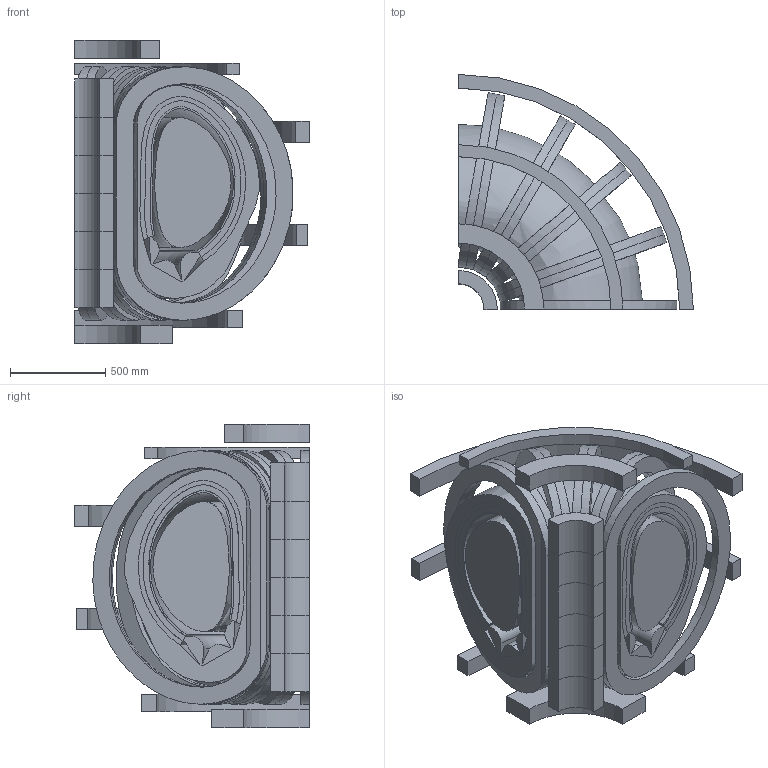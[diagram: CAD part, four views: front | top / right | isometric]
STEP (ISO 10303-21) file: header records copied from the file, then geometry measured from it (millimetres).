
FILE_DESCRIPTION(/* description */ (''),/* implementation_level */ '2;1');
FILE_NAME(/* name */ 'iter05.step',/* time_stamp */ '2024-07-21T21:00:19-06:00',/* author */ (''),/* organization */ (''),/* preprocessor_version */ 'ST-DEVELOPER v20',/* originating_system */ 'Autodesk Translation Framework v13.14.0.145',/* authorisation */ '');
FILE_SCHEMA (('AUTOMOTIVE_DESIGN { 1 0 10303 214 3 1 1 }'));
Length unit declared in the file: millimetre
Products named in the file (35): (Unsaved); c58e5c46-33c6-11ef-bf34-b883035edce9; c58e5c46-33c6-11ef-bf34-b883035edce9_part; c58fe656-33c6-11ef-bf34-b883035edce9; c58fe656-33c6-11ef-bf34-b883035edce9_part; c59129b2-33c6-11ef-bf34-b883035edce9; c59129b2-33c6-11ef-bf34-b883035edce9_part; c5926890-33c6-11ef-bf34-b883035edce9; c5926890-33c6-11ef-bf34-b883035edce9_part; c593a66a-33c6-11ef-bf34-b883035edce9; c593a66a-33c6-11ef-bf34-b883035edce9_part; c594e692-33c6-11ef-bf34-b883035edce9; c594e692-33c6-11ef-bf34-b883035edce9_part; c596237c-33c6-11ef-bf34-b883035edce9; c596237c-33c6-11ef-bf34-b883035edce9_part; c5975152-33c6-11ef-bf34-b883035edce9; c5975152-33c6-11ef-bf34-b883035edce9_part; c5987b7c-33c6-11ef-bf34-b883035edce9; c5987b7c-33c6-11ef-bf34-b883035edce9_part; c599a916-33c6-11ef-bf34-b883035edce9; c599a916-33c6-11ef-bf34-b883035edce9_part; c59ad50c-33c6-11ef-bf34-b883035edce9; c59ad50c-33c6-11ef-bf34-b883035edce9_part; c59c0080-33c6-11ef-bf34-b883035edce9; c59c0080-33c6-11ef-bf34-b883035edce9_part; c59d278a-33c6-11ef-bf34-b883035edce9; c59d278a-33c6-11ef-bf34-b883035edce9_part; c5d847e8-33c6-11ef-bf34-b883035edce9; c5d847e8-33c6-11ef-bf34-b883035edce9_part; cc6444b8-33c6-11ef-bf34-b883035edce9; cc6444b8-33c6-11ef-bf34-b883035edce9_part; Component38; Component43; Component55; Component42
Assembly tree (34 placements, depth 3):
  (Unsaved)
    c58e5c46-33c6-11ef-bf34-b883035edce9
      c58e5c46-33c6-11ef-bf34-b883035edce9_part
    c58fe656-33c6-11ef-bf34-b883035edce9
      c58fe656-33c6-11ef-bf34-b883035edce9_part
    c59129b2-33c6-11ef-bf34-b883035edce9
      c59129b2-33c6-11ef-bf34-b883035edce9_part
    c5926890-33c6-11ef-bf34-b883035edce9
      c5926890-33c6-11ef-bf34-b883035edce9_part
    c593a66a-33c6-11ef-bf34-b883035edce9
      c593a66a-33c6-11ef-bf34-b883035edce9_part
    c594e692-33c6-11ef-bf34-b883035edce9
      c594e692-33c6-11ef-bf34-b883035edce9_part
    c596237c-33c6-11ef-bf34-b883035edce9
      c596237c-33c6-11ef-bf34-b883035edce9_part
    c5975152-33c6-11ef-bf34-b883035edce9
      c5975152-33c6-11ef-bf34-b883035edce9_part
    c5987b7c-33c6-11ef-bf34-b883035edce9
      c5987b7c-33c6-11ef-bf34-b883035edce9_part
    c599a916-33c6-11ef-bf34-b883035edce9
      c599a916-33c6-11ef-bf34-b883035edce9_part
    c59ad50c-33c6-11ef-bf34-b883035edce9
      c59ad50c-33c6-11ef-bf34-b883035edce9_part
    c59c0080-33c6-11ef-bf34-b883035edce9
      c59c0080-33c6-11ef-bf34-b883035edce9_part
    c59d278a-33c6-11ef-bf34-b883035edce9
      c59d278a-33c6-11ef-bf34-b883035edce9_part
    c5d847e8-33c6-11ef-bf34-b883035edce9
      c5d847e8-33c6-11ef-bf34-b883035edce9_part
    cc6444b8-33c6-11ef-bf34-b883035edce9
      cc6444b8-33c6-11ef-bf34-b883035edce9_part
    Component38
    Component43
    Component55
    Component42
Bounding box: 1230.47 x 1230.47 x 1591.5 mm (x, y, z)
Volume: 686813020.5 mm3; surface area: 28265271.9 mm2
Topology: 19 solids, 19 shells, 159 faces, 347 edges, 226 vertices
Faces by surface type: plane 81, bspline 27, cylinder 24, cone 24, torus 3
Entity records: 29520 total; most frequent: CARTESIAN_POINT 25219, DIRECTION 783, ORIENTED_EDGE 694, EDGE_CURVE 347, AXIS2_PLACEMENT_3D 291, VERTEX_POINT 226, LINE 201, VECTOR 201
